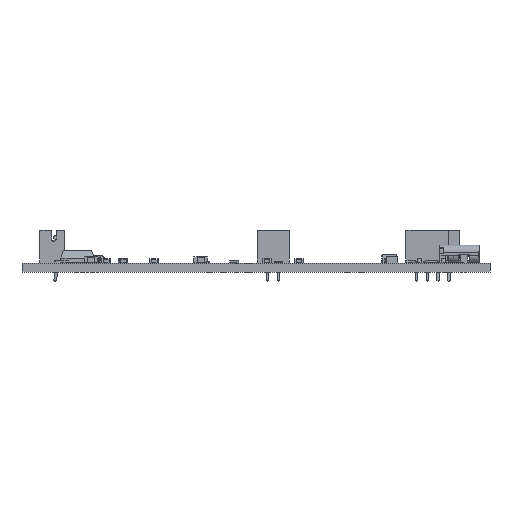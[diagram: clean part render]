
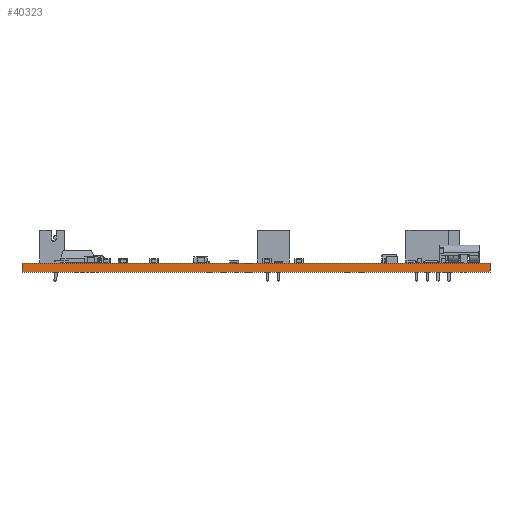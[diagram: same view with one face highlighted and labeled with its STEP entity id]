
A CAD part, front view. The second image highlights one B-rep face of the part: STEP entity #40323.
In plain terms, the highlighted planar face has unit normal (0, -1, 0).
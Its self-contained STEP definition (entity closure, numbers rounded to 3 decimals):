
#40323 = ADVANCED_FACE('',(#40324),#40358,.T.);
#40324 = FACE_BOUND('',#40325,.T.);
#40325 = EDGE_LOOP('',(#40326,#40336,#40344,#40352));
#40326 = ORIENTED_EDGE('',*,*,#40327,.T.);
#40327 = EDGE_CURVE('',#40328,#40330,#40332,.T.);
#40328 = VERTEX_POINT('',#40329);
#40329 = CARTESIAN_POINT('',(198.5,-114.,0.));
#40330 = VERTEX_POINT('',#40331);
#40331 = CARTESIAN_POINT('',(198.5,-114.,1.6));
#40332 = LINE('',#40333,#40334);
#40333 = CARTESIAN_POINT('',(198.5,-114.,0.));
#40334 = VECTOR('',#40335,1.);
#40335 = DIRECTION('',(0.,0.,1.));
#40336 = ORIENTED_EDGE('',*,*,#40337,.T.);
#40337 = EDGE_CURVE('',#40330,#40338,#40340,.T.);
#40338 = VERTEX_POINT('',#40339);
#40339 = CARTESIAN_POINT('',(112.5,-114.,1.6));
#40340 = LINE('',#40341,#40342);
#40341 = CARTESIAN_POINT('',(198.5,-114.,1.6));
#40342 = VECTOR('',#40343,1.);
#40343 = DIRECTION('',(-1.,0.,0.));
#40344 = ORIENTED_EDGE('',*,*,#40345,.F.);
#40345 = EDGE_CURVE('',#40346,#40338,#40348,.T.);
#40346 = VERTEX_POINT('',#40347);
#40347 = CARTESIAN_POINT('',(112.5,-114.,0.));
#40348 = LINE('',#40349,#40350);
#40349 = CARTESIAN_POINT('',(112.5,-114.,0.));
#40350 = VECTOR('',#40351,1.);
#40351 = DIRECTION('',(0.,0.,1.));
#40352 = ORIENTED_EDGE('',*,*,#40353,.F.);
#40353 = EDGE_CURVE('',#40328,#40346,#40354,.T.);
#40354 = LINE('',#40355,#40356);
#40355 = CARTESIAN_POINT('',(198.5,-114.,0.));
#40356 = VECTOR('',#40357,1.);
#40357 = DIRECTION('',(-1.,0.,0.));
#40358 = PLANE('',#40359);
#40359 = AXIS2_PLACEMENT_3D('',#40360,#40361,#40362);
#40360 = CARTESIAN_POINT('',(198.5,-114.,0.));
#40361 = DIRECTION('',(0.,-1.,0.));
#40362 = DIRECTION('',(-1.,0.,0.));
